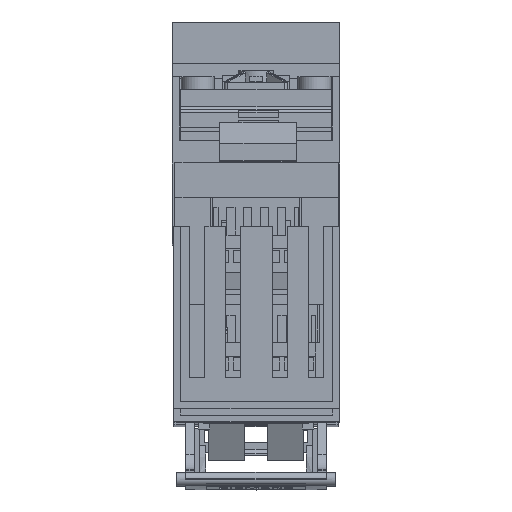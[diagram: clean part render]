
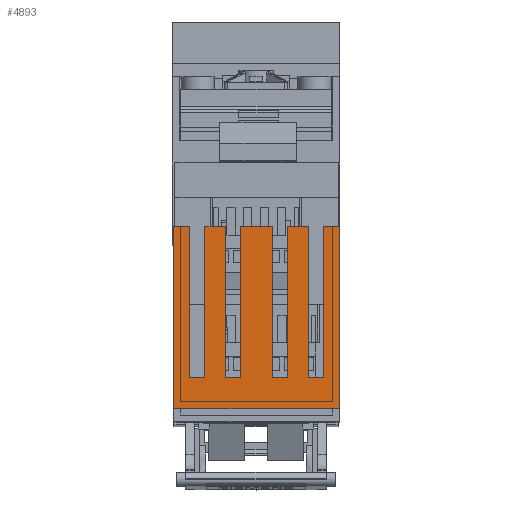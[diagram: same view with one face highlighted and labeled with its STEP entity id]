
A CAD part, top view. The second image highlights one B-rep face of the part: STEP entity #4893.
In plain terms, the highlighted planar face has unit normal (0, 0, 1).
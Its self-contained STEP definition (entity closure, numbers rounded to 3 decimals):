
#4893=ADVANCED_FACE('804224_02_L_Bausatz ES00   SL00/100/ES00+Wandler',
(#8219),#6686,.T.);
#6686=PLANE('',#39507);
#8219=FACE_OUTER_BOUND('',#10022,.T.);
#10022=EDGE_LOOP('',(#14080,#14081,#14082,#14083,#14084,#14085,#14086,#14087,
#14088,#14089,#14090,#14091,#14092,#14093,#14094,#14095,#14096,#14097,#14098,
#14099));
#14080=ORIENTED_EDGE('',*,*,#26580,.F.);
#14081=ORIENTED_EDGE('',*,*,#26581,.T.);
#14082=ORIENTED_EDGE('',*,*,#26582,.F.);
#14083=ORIENTED_EDGE('',*,*,#26583,.F.);
#14084=ORIENTED_EDGE('',*,*,#26584,.F.);
#14085=ORIENTED_EDGE('',*,*,#26585,.T.);
#14086=ORIENTED_EDGE('',*,*,#26586,.F.);
#14087=ORIENTED_EDGE('',*,*,#26587,.F.);
#14088=ORIENTED_EDGE('',*,*,#26588,.F.);
#14089=ORIENTED_EDGE('',*,*,#26589,.T.);
#14090=ORIENTED_EDGE('',*,*,#26590,.F.);
#14091=ORIENTED_EDGE('',*,*,#26591,.F.);
#14092=ORIENTED_EDGE('',*,*,#26592,.F.);
#14093=ORIENTED_EDGE('',*,*,#25334,.T.);
#14094=ORIENTED_EDGE('',*,*,#26593,.T.);
#14095=ORIENTED_EDGE('',*,*,#25317,.F.);
#14096=ORIENTED_EDGE('',*,*,#26578,.F.);
#14097=ORIENTED_EDGE('',*,*,#26594,.T.);
#14098=ORIENTED_EDGE('',*,*,#26595,.F.);
#14099=ORIENTED_EDGE('',*,*,#26596,.F.);
#21882=VERTEX_POINT('',#50281);
#21883=VERTEX_POINT('',#50283);
#21899=VERTEX_POINT('',#50316);
#21900=VERTEX_POINT('',#50318);
#22742=VERTEX_POINT('',#52855);
#22743=VERTEX_POINT('',#52860);
#22744=VERTEX_POINT('',#52861);
#22745=VERTEX_POINT('',#52863);
#22746=VERTEX_POINT('',#52865);
#22747=VERTEX_POINT('',#52867);
#22748=VERTEX_POINT('',#52869);
#22749=VERTEX_POINT('',#52871);
#22750=VERTEX_POINT('',#52873);
#22751=VERTEX_POINT('',#52875);
#22752=VERTEX_POINT('',#52877);
#22753=VERTEX_POINT('',#52879);
#22754=VERTEX_POINT('',#52881);
#22755=VERTEX_POINT('',#52883);
#22756=VERTEX_POINT('',#52887);
#22757=VERTEX_POINT('',#52889);
#25317=EDGE_CURVE('',#21882,#21883,#30456,.T.);
#25334=EDGE_CURVE('',#21900,#21899,#30473,.T.);
#26578=EDGE_CURVE('',#22742,#21882,#31557,.T.);
#26580=EDGE_CURVE('',#22743,#22744,#31559,.T.);
#26581=EDGE_CURVE('',#22743,#22745,#31560,.T.);
#26582=EDGE_CURVE('',#22746,#22745,#31561,.T.);
#26583=EDGE_CURVE('',#22747,#22746,#31562,.T.);
#26584=EDGE_CURVE('',#22748,#22747,#31563,.T.);
#26585=EDGE_CURVE('',#22748,#22749,#31564,.T.);
#26586=EDGE_CURVE('',#22750,#22749,#31565,.T.);
#26587=EDGE_CURVE('',#22751,#22750,#31566,.T.);
#26588=EDGE_CURVE('',#22752,#22751,#31567,.T.);
#26589=EDGE_CURVE('',#22752,#22753,#31568,.T.);
#26590=EDGE_CURVE('',#22754,#22753,#31569,.T.);
#26591=EDGE_CURVE('',#22755,#22754,#31570,.T.);
#26592=EDGE_CURVE('',#21900,#22755,#31571,.T.);
#26593=EDGE_CURVE('',#21899,#21883,#31572,.T.);
#26594=EDGE_CURVE('',#22742,#22756,#31573,.T.);
#26595=EDGE_CURVE('',#22757,#22756,#31574,.T.);
#26596=EDGE_CURVE('',#22744,#22757,#31575,.T.);
#30456=LINE('',#50282,#34671);
#30473=LINE('',#50317,#34688);
#31557=LINE('',#52856,#35772);
#31559=LINE('',#52859,#35774);
#31560=LINE('',#52862,#35775);
#31561=LINE('',#52864,#35776);
#31562=LINE('',#52866,#35777);
#31563=LINE('',#52868,#35778);
#31564=LINE('',#52870,#35779);
#31565=LINE('',#52872,#35780);
#31566=LINE('',#52874,#35781);
#31567=LINE('',#52876,#35782);
#31568=LINE('',#52878,#35783);
#31569=LINE('',#52880,#35784);
#31570=LINE('',#52882,#35785);
#31571=LINE('',#52884,#35786);
#31572=LINE('',#52885,#35787);
#31573=LINE('',#52886,#35788);
#31574=LINE('',#52888,#35789);
#31575=LINE('',#52890,#35790);
#34671=VECTOR('',#41283,1.);
#34688=VECTOR('',#41302,1.);
#35772=VECTOR('',#43610,1.);
#35774=VECTOR('',#43614,1.);
#35775=VECTOR('',#43615,1.);
#35776=VECTOR('',#43616,1.);
#35777=VECTOR('',#43617,1.);
#35778=VECTOR('',#43618,1.);
#35779=VECTOR('',#43619,1.);
#35780=VECTOR('',#43620,1.);
#35781=VECTOR('',#43621,1.);
#35782=VECTOR('',#43622,1.);
#35783=VECTOR('',#43623,1.);
#35784=VECTOR('',#43624,1.);
#35785=VECTOR('',#43625,1.);
#35786=VECTOR('',#43626,1.);
#35787=VECTOR('',#43627,1.);
#35788=VECTOR('',#43628,1.);
#35789=VECTOR('',#43629,1.);
#35790=VECTOR('',#43630,1.);
#39507=AXIS2_PLACEMENT_3D('',#52891,#43631,#43632);
#41283=DIRECTION('',(0.,-1.,0.));
#41302=DIRECTION('',(0.,-1.,0.));
#43610=DIRECTION('',(1.,0.,0.));
#43614=DIRECTION('',(1.,0.,0.));
#43615=DIRECTION('',(0.,-1.,0.));
#43616=DIRECTION('',(1.,0.,0.));
#43617=DIRECTION('',(0.,-1.,0.));
#43618=DIRECTION('',(1.,0.,0.));
#43619=DIRECTION('',(0.,-1.,0.));
#43620=DIRECTION('',(1.,0.,0.));
#43621=DIRECTION('',(0.,-1.,0.));
#43622=DIRECTION('',(1.,0.,0.));
#43623=DIRECTION('',(0.,-1.,0.));
#43624=DIRECTION('',(1.,0.,0.));
#43625=DIRECTION('',(0.,-1.,0.));
#43626=DIRECTION('',(1.,0.,0.));
#43627=DIRECTION('',(1.,0.,0.));
#43628=DIRECTION('',(0.,-1.,0.));
#43629=DIRECTION('',(1.,0.,0.));
#43630=DIRECTION('',(0.,-1.,0.));
#43631=DIRECTION('',(0.,0.,1.));
#43632=DIRECTION('',(0.,-1.,0.));
#50281=CARTESIAN_POINT('',(24.984,-45.6,284.642));
#50282=CARTESIAN_POINT('',(24.984,-74.8,284.642));
#50283=CARTESIAN_POINT('',(24.984,-100.,284.642));
#50316=CARTESIAN_POINT('',(-24.616,-100.,284.642));
#50317=CARTESIAN_POINT('',(-24.616,-74.8,284.642));
#50318=CARTESIAN_POINT('',(-24.616,-45.6,284.642));
#52855=CARTESIAN_POINT('',(20.184,-45.6,284.642));
#52856=CARTESIAN_POINT('',(0.184,-45.6,284.642));
#52859=CARTESIAN_POINT('',(0.184,-45.6,284.642));
#52860=CARTESIAN_POINT('',(9.434,-45.6,284.642));
#52861=CARTESIAN_POINT('',(15.684,-45.6,284.642));
#52862=CARTESIAN_POINT('',(9.434,-72.8,284.642));
#52863=CARTESIAN_POINT('',(9.434,-90.9,284.642));
#52864=CARTESIAN_POINT('',(0.184,-90.9,284.642));
#52865=CARTESIAN_POINT('',(4.934,-90.9,284.642));
#52866=CARTESIAN_POINT('',(4.934,-68.25,284.642));
#52867=CARTESIAN_POINT('',(4.934,-45.6,284.642));
#52868=CARTESIAN_POINT('',(0.184,-45.6,284.642));
#52869=CARTESIAN_POINT('',(-4.566,-45.6,284.642));
#52870=CARTESIAN_POINT('',(-4.566,-72.8,284.642));
#52871=CARTESIAN_POINT('',(-4.566,-90.9,284.642));
#52872=CARTESIAN_POINT('',(0.184,-90.9,284.642));
#52873=CARTESIAN_POINT('',(-9.066,-90.9,284.642));
#52874=CARTESIAN_POINT('',(-9.066,-68.25,284.642));
#52875=CARTESIAN_POINT('',(-9.066,-45.6,284.642));
#52876=CARTESIAN_POINT('',(0.184,-45.6,284.642));
#52877=CARTESIAN_POINT('',(-15.316,-45.6,284.642));
#52878=CARTESIAN_POINT('',(-15.316,-72.8,284.642));
#52879=CARTESIAN_POINT('',(-15.316,-90.9,284.642));
#52880=CARTESIAN_POINT('',(0.184,-90.9,284.642));
#52881=CARTESIAN_POINT('',(-19.816,-90.9,284.642));
#52882=CARTESIAN_POINT('',(-19.816,-68.25,284.642));
#52883=CARTESIAN_POINT('',(-19.816,-45.6,284.642));
#52884=CARTESIAN_POINT('',(0.184,-45.6,284.642));
#52885=CARTESIAN_POINT('',(0.184,-100.,284.642));
#52886=CARTESIAN_POINT('',(20.184,-72.8,284.642));
#52887=CARTESIAN_POINT('',(20.184,-90.9,284.642));
#52888=CARTESIAN_POINT('',(0.184,-90.9,284.642));
#52889=CARTESIAN_POINT('',(15.684,-90.9,284.642));
#52890=CARTESIAN_POINT('',(15.684,-68.25,284.642));
#52891=CARTESIAN_POINT('',(0.184,-72.8,284.642));
